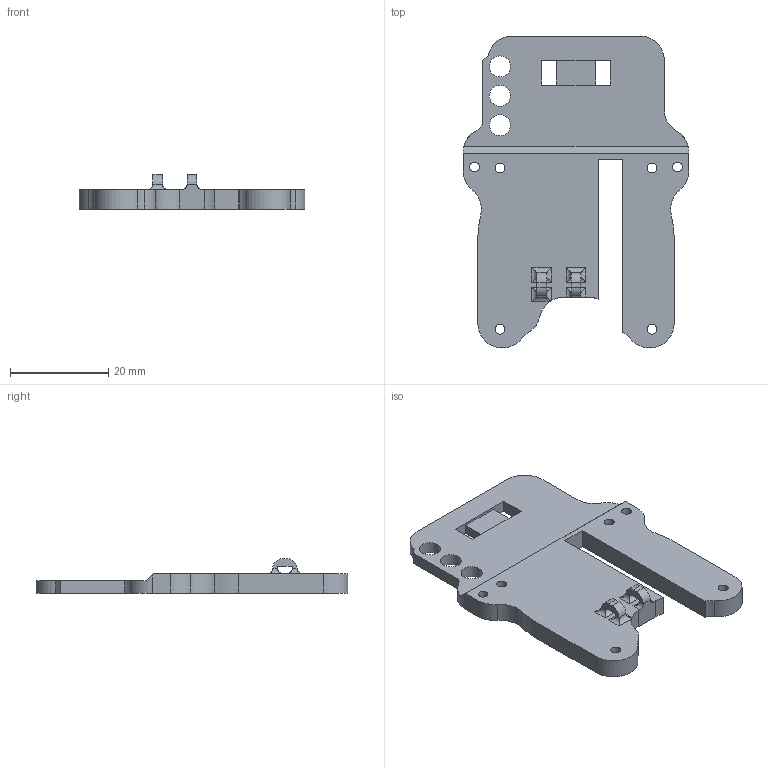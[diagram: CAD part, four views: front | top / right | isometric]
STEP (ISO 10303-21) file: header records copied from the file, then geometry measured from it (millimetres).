
FILE_DESCRIPTION(/* description */ (''),/* implementation_level */ '2;1');
FILE_NAME(/* name */ 'd5c251c2-c472-4558-b823-1896d6924ae1.stp',/* time_stamp */ '2019-03-06T19:49:59+01:00',/* author */ (''),/* organization */ (''),/* preprocessor_version */ 'ST-DEVELOPER v17.2',/* originating_system */ 'Autodesk Translation Framework v7.6.0.251',/* authorisation */ '');
FILE_SCHEMA (('AUTOMOTIVE_DESIGN { 1 0 10303 214 3 1 1 }'));
Length unit declared in the file: millimetre
Products named in the file (1): BackPlate
Bounding box: 46 x 63.59 x 7 mm (x, y, z)
Volume: 7198.2 mm3; surface area: 5595.8 mm2
Topology: 1 solids, 1 shells, 83 faces, 236 edges, 152 vertices
Faces by surface type: cylinder 48, plane 35
Full cylindrical faces by diameter (mm): 2 x6, 4.3 x3
Entity records: 2801 total; most frequent: DIRECTION 487, CARTESIAN_POINT 478, ORIENTED_EDGE 472, EDGE_CURVE 236, AXIS2_PLACEMENT_3D 169, VERTEX_POINT 152, LINE 149, VECTOR 149
